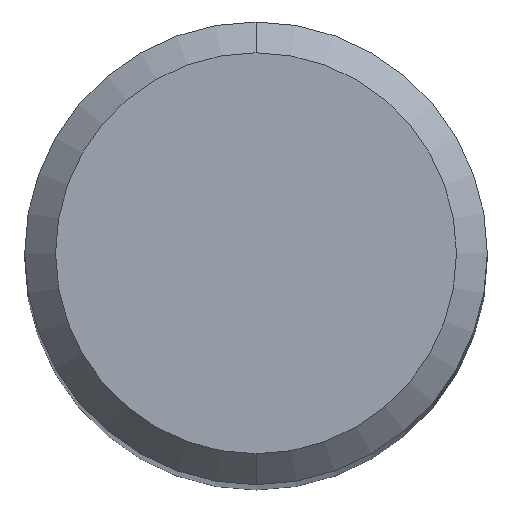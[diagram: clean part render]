
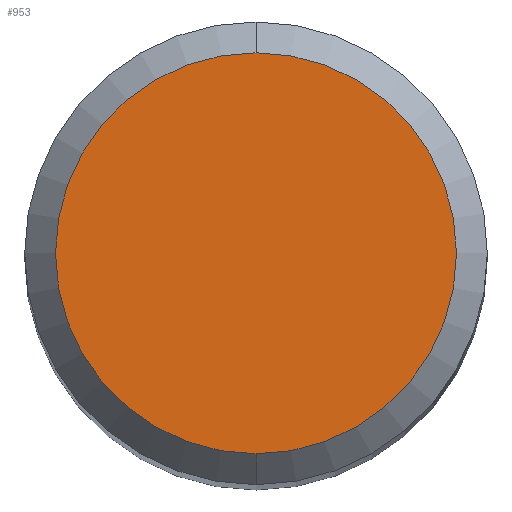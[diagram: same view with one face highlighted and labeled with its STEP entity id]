
A CAD part, top view. The second image highlights one B-rep face of the part: STEP entity #953.
In plain terms, the highlighted planar face has unit normal (0, 0, 1).
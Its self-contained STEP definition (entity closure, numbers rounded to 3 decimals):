
#697=VERTEX_POINT('',#1709);
#915=VERTEX_POINT('',#1942);
#953=ADVANCED_FACE('',(#1983),#1984,.T.);
#1195=EDGE_CURVE('',#915,#697,#2251,.T.);
#1387=EDGE_CURVE('',#697,#915,#2456,.T.);
#1709=CARTESIAN_POINT('',(0.0,2.6,0.0));
#1942=CARTESIAN_POINT('',(0.,-2.6,0.0));
#1983=FACE_OUTER_BOUND('',#4992,.T.);
#1984=PLANE('',#4993);
#2251=CIRCLE('',#5955,2.6);
#2456=CIRCLE('',#6899,2.6);
#4992=EDGE_LOOP('',(#8109,#8110));
#4993=AXIS2_PLACEMENT_3D('',#8111,#8112,#8113);
#5955=AXIS2_PLACEMENT_3D('',#8395,#8396,#8397);
#6899=AXIS2_PLACEMENT_3D('',#8550,#8551,#8552);
#8109=ORIENTED_EDGE('',*,*,#1387,.F.);
#8110=ORIENTED_EDGE('',*,*,#1195,.F.);
#8111=CARTESIAN_POINT('',(0.0,1.3,0.0));
#8112=DIRECTION('',(-0.0,0.0,1.0));
#8113=DIRECTION('',(0.0,-1.0,0.0));
#8395=CARTESIAN_POINT('',(0.0,0.0,0.0));
#8396=DIRECTION('',(0.0,0.0,-1.0));
#8397=DIRECTION('',(0.0,1.0,0.0));
#8550=CARTESIAN_POINT('',(0.0,0.0,0.0));
#8551=DIRECTION('',(0.0,0.0,-1.0));
#8552=DIRECTION('',(0.0,1.0,0.0));
